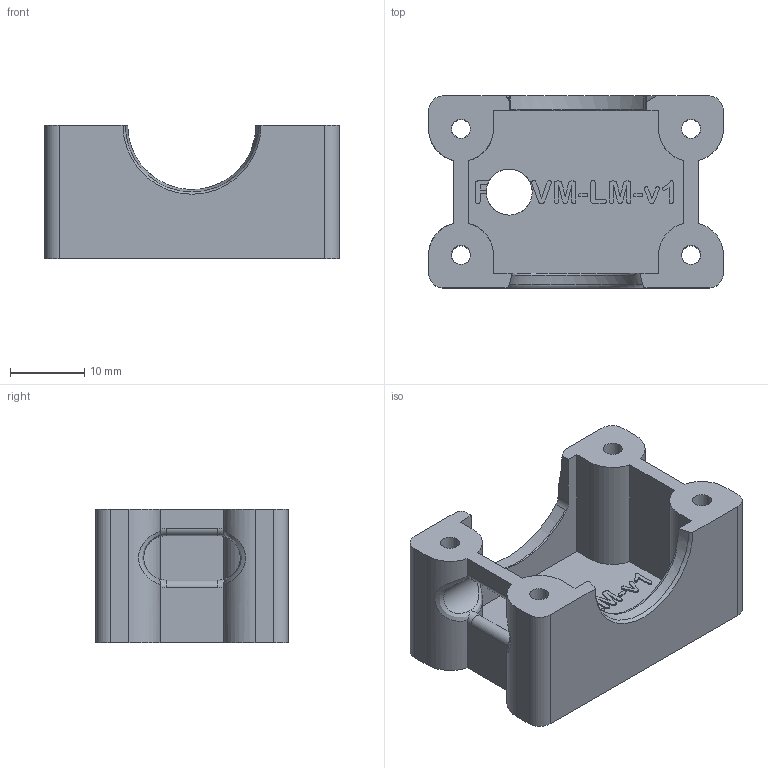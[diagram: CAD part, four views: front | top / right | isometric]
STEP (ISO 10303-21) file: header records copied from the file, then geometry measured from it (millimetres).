
FILE_DESCRIPTION(/* description */ (''),/* implementation_level */ '2;1');
FILE_NAME(/* name */ 'FastTrackTidalVolumeMeter Lower Mount-v1.step',/* time_stamp */ '2021-09-17T02:19:13+01:00',/* author */ (''),/* organization */ (''),/* preprocessor_version */ 'ST-DEVELOPER v18.1',/* originating_system */ 'Autodesk Translation Framework v10.10.0.1391',/* authorisation */ '');
FILE_SCHEMA (('AUTOMOTIVE_DESIGN { 1 0 10303 214 3 1 1 }'));
Length unit declared in the file: millimetre
Products named in the file (1): Lower Mount
Bounding box: 39.74 x 25.9 x 18 mm (x, y, z)
Volume: 6929.4 mm3; surface area: 5708.7 mm2
Topology: 1 solids, 1 shells, 210 faces, 592 edges, 394 vertices
Faces by surface type: plane 84, bspline 83, cylinder 30, torus 10, cone 3
Full cylindrical faces by diameter (mm): 2.5 x4, 2.58 x4, 6.2 x1
Entity records: 8588 total; most frequent: CARTESIAN_POINT 3609, ORIENTED_EDGE 1184, DIRECTION 774, EDGE_CURVE 592, VERTEX_POINT 394, LINE 292, VECTOR 292, AXIS2_PLACEMENT_3D 241
